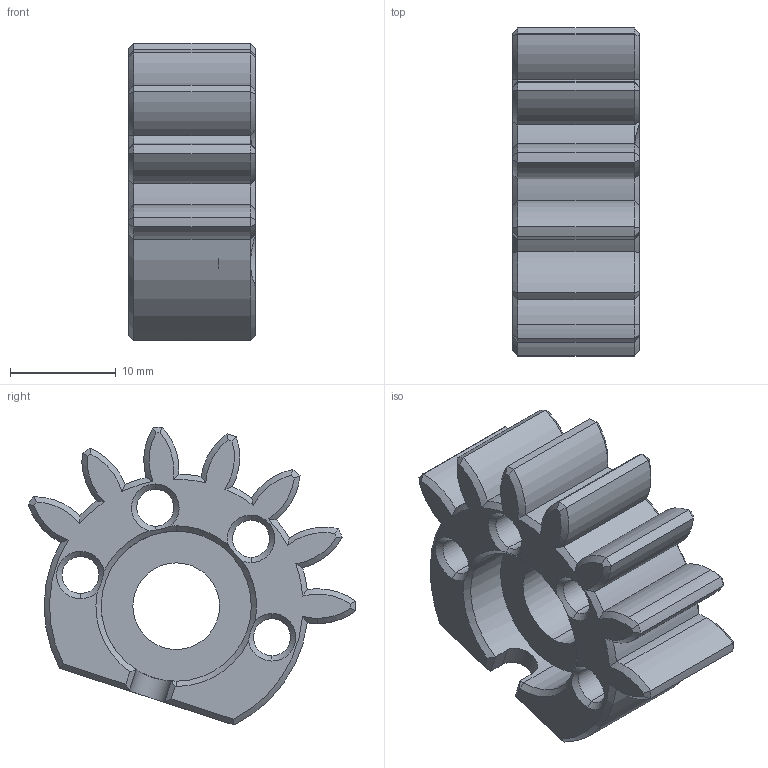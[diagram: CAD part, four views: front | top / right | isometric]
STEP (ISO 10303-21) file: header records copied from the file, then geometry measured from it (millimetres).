
FILE_DESCRIPTION (( 'STEP AP203' ), '1' );
FILE_NAME ('Gear m2 z15.STEP', '2021-07-11T12:37:34', ( '' ), ( '' ), 'SwSTEP 2.0', 'SolidWorks 2020', '' );
FILE_SCHEMA (( 'CONFIG_CONTROL_DESIGN' ));
Length unit declared in the file: millimetre
Products named in the file (1): Gear m2 z15
Bounding box: 12 x 31.02 x 28.19 mm (x, y, z)
Volume: 4531.3 mm3; surface area: 3313.1 mm2
Topology: 1 solids, 1 shells, 154 faces, 381 edges, 225 vertices
Faces by surface type: cone 84, cylinder 53, plane 17
Entity records: 4789 total; most frequent: CARTESIAN_POINT 1065, DIRECTION 812, ORIENTED_EDGE 762, EDGE_CURVE 381, AXIS2_PLACEMENT_3D 358, VERTEX_POINT 225, CIRCLE 203, EDGE_LOOP 160
